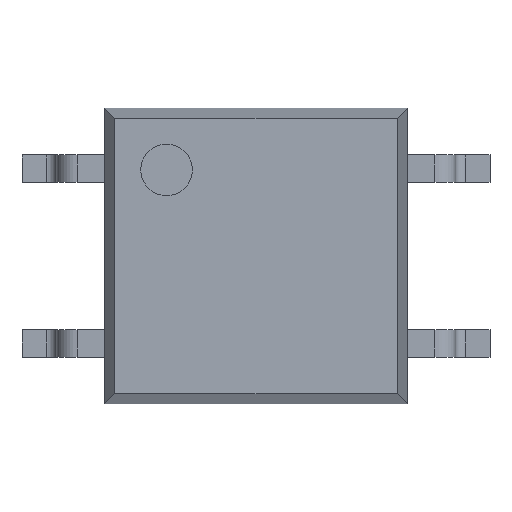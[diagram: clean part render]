
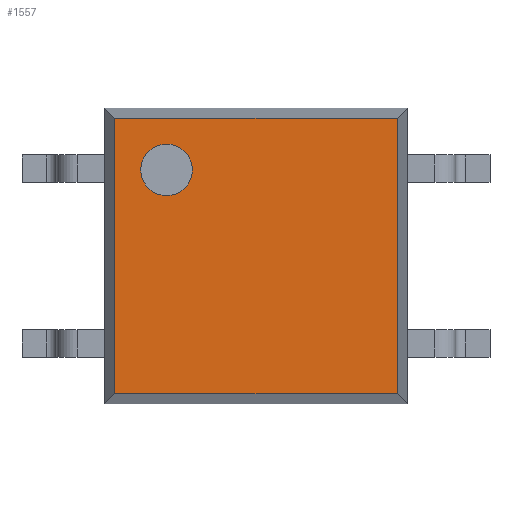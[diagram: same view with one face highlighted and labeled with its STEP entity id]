
A CAD part, top view. The second image highlights one B-rep face of the part: STEP entity #1557.
In plain terms, the highlighted planar face has unit normal (0, 0, 1).
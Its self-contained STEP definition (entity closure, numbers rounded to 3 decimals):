
#26 = CARTESIAN_POINT ( 'NONE',  ( -1.3, 1.25, 2.1 ) ) ;
#91 = CARTESIAN_POINT ( 'NONE',  ( -0.925, 1.25, 2.1 ) ) ;
#107 = DIRECTION ( 'NONE',  ( 0., 0., -1. ) ) ;
#260 = VECTOR ( 'NONE', #3127, 1000. ) ;
#261 = CARTESIAN_POINT ( 'NONE',  ( 2.2, 2., 2.1 ) ) ;
#320 = DIRECTION ( 'NONE',  ( 1., 0., 0. ) ) ;
#337 = DIRECTION ( 'NONE',  ( 0., 0., 1. ) ) ;
#385 = AXIS2_PLACEMENT_3D ( 'NONE', #26, #2043, #320 ) ;
#585 = CARTESIAN_POINT ( 'NONE',  ( 2.05, -2., 2.1 ) ) ;
#596 = VERTEX_POINT ( 'NONE', #976 ) ;
#662 = VECTOR ( 'NONE', #2851, 1000. ) ;
#693 = EDGE_CURVE ( 'NONE', #2586, #2678, #1034, .T. ) ;
#700 = ORIENTED_EDGE ( 'NONE', *, *, #995, .T. ) ;
#708 = AXIS2_PLACEMENT_3D ( 'NONE', #1842, #107, #2134 ) ;
#721 = LINE ( 'NONE', #3001, #3683 ) ;
#762 = LINE ( 'NONE', #2571, #662 ) ;
#897 = PLANE ( 'NONE',  #2992 ) ;
#976 = CARTESIAN_POINT ( 'NONE',  ( -2.05, -2., 2.1 ) ) ;
#995 = EDGE_CURVE ( 'NONE', #1917, #2625, #1023, .T. ) ;
#1023 = CIRCLE ( 'NONE', #708, 0.375 ) ;
#1034 = LINE ( 'NONE', #261, #260 ) ;
#1099 = CIRCLE ( 'NONE', #385, 0.375 ) ;
#1133 = EDGE_CURVE ( 'NONE', #2678, #596, #1343, .T. ) ;
#1298 = DIRECTION ( 'NONE',  ( 1., 0., 0. ) ) ;
#1343 = LINE ( 'NONE', #3304, #3538 ) ;
#1462 = CARTESIAN_POINT ( 'NONE',  ( -2.05, 2., 2.1 ) ) ;
#1523 = ORIENTED_EDGE ( 'NONE', *, *, #693, .T. ) ;
#1557 = ADVANCED_FACE ( 'NONE', ( #3339, #1718 ), #897, .T. ) ;
#1599 = DIRECTION ( 'NONE',  ( 0., -1., 0. ) ) ;
#1642 = ORIENTED_EDGE ( 'NONE', *, *, #2790, .T. ) ;
#1718 = FACE_BOUND ( 'NONE', #1784, .T. ) ;
#1774 = ORIENTED_EDGE ( 'NONE', *, *, #3156, .T. ) ;
#1784 = EDGE_LOOP ( 'NONE', ( #700, #2996 ) ) ;
#1842 = CARTESIAN_POINT ( 'NONE',  ( -1.3, 1.25, 2.1 ) ) ;
#1917 = VERTEX_POINT ( 'NONE', #91 ) ;
#2043 = DIRECTION ( 'NONE',  ( 0., 0., -1. ) ) ;
#2062 = CARTESIAN_POINT ( 'NONE',  ( 0., 0., 2.1 ) ) ;
#2134 = DIRECTION ( 'NONE',  ( 1., 0., 0. ) ) ;
#2229 = VERTEX_POINT ( 'NONE', #585 ) ;
#2254 = EDGE_LOOP ( 'NONE', ( #1642, #1774, #1523, #2942 ) ) ;
#2294 = CARTESIAN_POINT ( 'NONE',  ( -1.675, 1.25, 2.1 ) ) ;
#2344 = DIRECTION ( 'NONE',  ( 1., 0., 0. ) ) ;
#2571 = CARTESIAN_POINT ( 'NONE',  ( 2.05, -2.15, 2.1 ) ) ;
#2586 = VERTEX_POINT ( 'NONE', #3137 ) ;
#2625 = VERTEX_POINT ( 'NONE', #2294 ) ;
#2678 = VERTEX_POINT ( 'NONE', #1462 ) ;
#2790 = EDGE_CURVE ( 'NONE', #596, #2229, #721, .T. ) ;
#2851 = DIRECTION ( 'NONE',  ( 0., 1., 0. ) ) ;
#2942 = ORIENTED_EDGE ( 'NONE', *, *, #1133, .T. ) ;
#2992 = AXIS2_PLACEMENT_3D ( 'NONE', #2062, #337, #2344 ) ;
#2996 = ORIENTED_EDGE ( 'NONE', *, *, #3695, .T. ) ;
#3001 = CARTESIAN_POINT ( 'NONE',  ( 2.2, -2., 2.1 ) ) ;
#3127 = DIRECTION ( 'NONE',  ( -1., 0., 0. ) ) ;
#3137 = CARTESIAN_POINT ( 'NONE',  ( 2.05, 2., 2.1 ) ) ;
#3156 = EDGE_CURVE ( 'NONE', #2229, #2586, #762, .T. ) ;
#3304 = CARTESIAN_POINT ( 'NONE',  ( -2.05, -2.15, 2.1 ) ) ;
#3339 = FACE_OUTER_BOUND ( 'NONE', #2254, .T. ) ;
#3538 = VECTOR ( 'NONE', #1599, 1000. ) ;
#3683 = VECTOR ( 'NONE', #1298, 1000. ) ;
#3695 = EDGE_CURVE ( 'NONE', #2625, #1917, #1099, .T. ) ;
